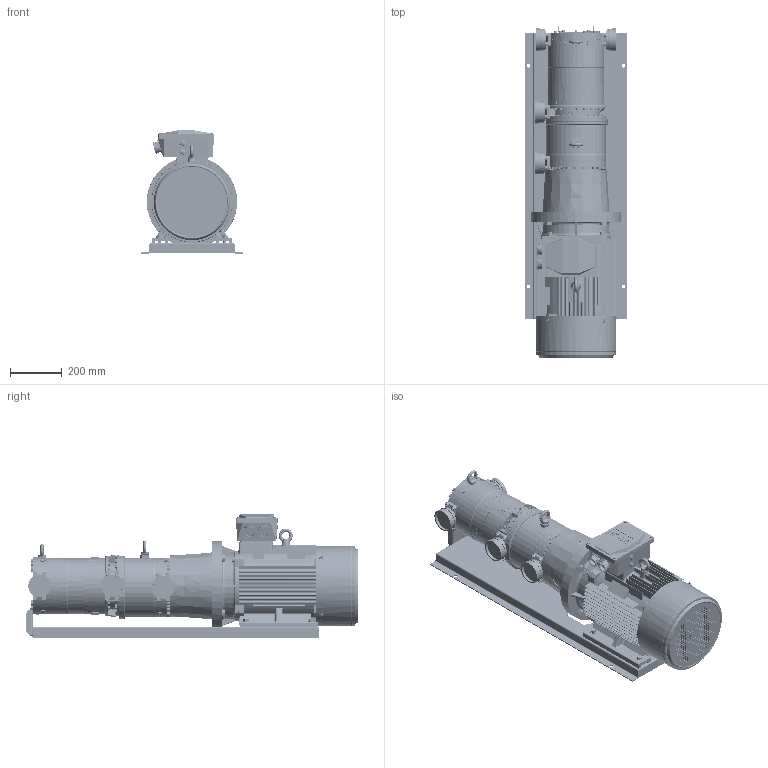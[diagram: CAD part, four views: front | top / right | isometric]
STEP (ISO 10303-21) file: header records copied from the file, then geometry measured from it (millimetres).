
FILE_DESCRIPTION(/* description */ (''),/* implementation_level */ '2;1');
FILE_NAME(/* name */ '180F7001_B.stp',/* time_stamp */ '2013-11-27T12:29:40+01:00',/* author */ (''),/* organization */ (''),/* preprocessor_version */ 'ST-DEVELOPER v11',/* originating_system */ 'SIEMENS PLM Software NX 7.5',/* authorisation */ '');
FILE_SCHEMA (('CONFIG_CONTROL_DESIGN'));
Products named in the file (1): f3426861wv5a
Bounding box: 392 x 1287 x 477 mm (x, y, z)
Surface area: 4043821.8 mm2 (no closed solid volume)
Topology: 0 solids, 1 shells, 5757 faces, 15429 edges, 9988 vertices
Faces by surface type: plane 3859, cylinder 1111, cone 340, bspline 169, torus 142, extrusion 130, sphere 6
Full cylindrical faces by diameter (mm): 5.2 x3, 5.795 x6, 6 x3, 6.5 x6, 8 x1, 9 x12, 10 x6, 10.3 x6, 10.579 x3, 10.782 x10, 12 x4, 12.2 x6, 12.4 x4, 13 x24, 14 x8, 16 x49, 16.5 x14, 16.782 x2, 18 x4, 19 x27, 20 x3, 20.5 x6, 24 x4, 30 x6, 36.5 x1, 37 x2, 48 x1, 77.9 x4, 83 x12, 85 x4
Entity records: 195275 total; most frequent: CARTESIAN_POINT 54242, ORIENTED_EDGE 29374, DIRECTION 27416, EDGE_CURVE 14687, VECTOR 10106, LINE 9976, VERTEX_POINT 9783, AXIS2_PLACEMENT_3D 8655
